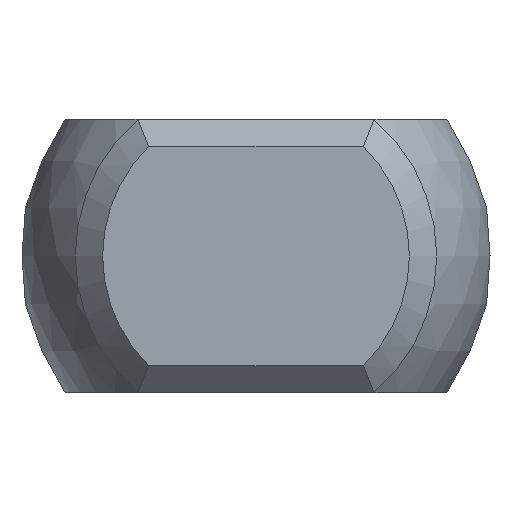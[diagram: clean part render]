
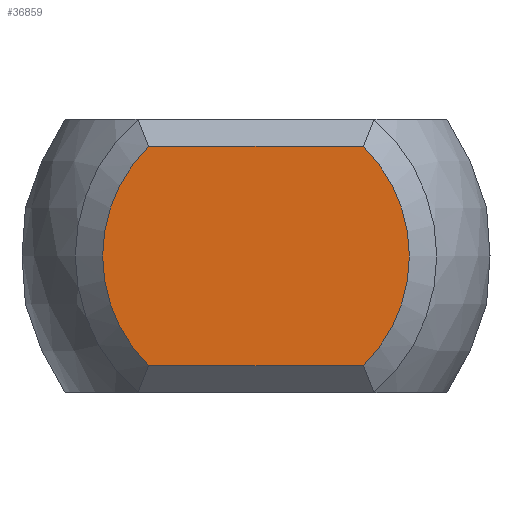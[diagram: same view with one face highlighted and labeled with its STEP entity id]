
A CAD part, left-side view. The second image highlights one B-rep face of the part: STEP entity #36859.
In plain terms, the highlighted planar face has unit normal (-1, 0, 0).
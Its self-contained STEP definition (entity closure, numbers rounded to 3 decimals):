
#34520 = PLANE('',#34521);
#34521 = AXIS2_PLACEMENT_3D('',#34522,#34523,#34524);
#34522 = CARTESIAN_POINT('',(-24.75,3.125,2.25));
#34523 = DIRECTION('',(0.707,0.,-0.707));
#34524 = DIRECTION('',(-0.707,0.,-0.707));
#36236 = EDGE_CURVE('',#36237,#36239,#36241,.T.);
#36237 = VERTEX_POINT('',#36238);
#36238 = CARTESIAN_POINT('',(-25.,-1.96,-2.));
#36239 = VERTEX_POINT('',#36240);
#36240 = CARTESIAN_POINT('',(-25.,-1.96,2.));
#36241 = SURFACE_CURVE('',#36242,(#36247,#36259),.PCURVE_S1.);
#36242 = CIRCLE('',#36243,2.8);
#36243 = AXIS2_PLACEMENT_3D('',#36244,#36245,#36246);
#36244 = CARTESIAN_POINT('',(-25.,0.,0.));
#36245 = DIRECTION('',(-1.,0.,0.));
#36246 = DIRECTION('',(0.,-1.,0.));
#36247 = PCURVE('',#36248,#36253);
#36248 = CONICAL_SURFACE('',#36249,3.05,0.785);
#36249 = AXIS2_PLACEMENT_3D('',#36250,#36251,#36252);
#36250 = CARTESIAN_POINT('',(-24.75,0.,0.));
#36251 = DIRECTION('',(1.,0.,0.));
#36252 = DIRECTION('',(0.,-1.,0.));
#36253 = DEFINITIONAL_REPRESENTATION('',(#36254),#36258);
#36254 = LINE('',#36255,#36256);
#36255 = CARTESIAN_POINT('',(6.283,-0.25));
#36256 = VECTOR('',#36257,1.);
#36257 = DIRECTION('',(-1.,0.));
#36258 = ( GEOMETRIC_REPRESENTATION_CONTEXT(2) 
PARAMETRIC_REPRESENTATION_CONTEXT() REPRESENTATION_CONTEXT('2D SPACE',''
  ) );
#36259 = PCURVE('',#36260,#36265);
#36260 = PLANE('',#36261);
#36261 = AXIS2_PLACEMENT_3D('',#36262,#36263,#36264);
#36262 = CARTESIAN_POINT('',(-25.,0.,0.));
#36263 = DIRECTION('',(1.,0.,0.));
#36264 = DIRECTION('',(0.,0.,-1.));
#36265 = DEFINITIONAL_REPRESENTATION('',(#36266),#36274);
#36266 = ( BOUNDED_CURVE() B_SPLINE_CURVE(2,(#36267,#36268,#36269,#36270
    ,#36271,#36272,#36273),.UNSPECIFIED.,.T.,.F.) 
B_SPLINE_CURVE_WITH_KNOTS((1,2,2,2,2,1),(-2.094,0.,
    2.094,4.189,6.283,8.378),
.UNSPECIFIED.) CURVE() GEOMETRIC_REPRESENTATION_ITEM() 
RATIONAL_B_SPLINE_CURVE((1.,0.5,1.,0.5,1.,0.5,1.)) REPRESENTATION_ITEM(
  '') );
#36267 = CARTESIAN_POINT('',(0.,-2.8));
#36268 = CARTESIAN_POINT('',(-4.85,-2.8));
#36269 = CARTESIAN_POINT('',(-2.425,1.4));
#36270 = CARTESIAN_POINT('',(0.,5.6));
#36271 = CARTESIAN_POINT('',(2.425,1.4));
#36272 = CARTESIAN_POINT('',(4.85,-2.8));
#36273 = CARTESIAN_POINT('',(0.,-2.8));
#36274 = ( GEOMETRIC_REPRESENTATION_CONTEXT(2) 
PARAMETRIC_REPRESENTATION_CONTEXT() REPRESENTATION_CONTEXT('2D SPACE',''
  ) );
#36292 = PLANE('',#36293);
#36293 = AXIS2_PLACEMENT_3D('',#36294,#36295,#36296);
#36294 = CARTESIAN_POINT('',(-24.75,-3.125,-2.25));
#36295 = DIRECTION('',(0.707,0.,0.707)
  );
#36296 = DIRECTION('',(0.707,0.,-0.707));
#36352 = EDGE_CURVE('',#36239,#36353,#36355,.T.);
#36353 = VERTEX_POINT('',#36354);
#36354 = CARTESIAN_POINT('',(-25.,1.96,2.));
#36355 = SURFACE_CURVE('',#36356,(#36360,#36367),.PCURVE_S1.);
#36356 = LINE('',#36357,#36358);
#36357 = CARTESIAN_POINT('',(-25.,3.125,2.));
#36358 = VECTOR('',#36359,1.);
#36359 = DIRECTION('',(0.,1.,0.));
#36360 = PCURVE('',#34520,#36361);
#36361 = DEFINITIONAL_REPRESENTATION('',(#36362),#36366);
#36362 = LINE('',#36363,#36364);
#36363 = CARTESIAN_POINT('',(0.354,0.));
#36364 = VECTOR('',#36365,1.);
#36365 = DIRECTION('',(0.,1.));
#36366 = ( GEOMETRIC_REPRESENTATION_CONTEXT(2) 
PARAMETRIC_REPRESENTATION_CONTEXT() REPRESENTATION_CONTEXT('2D SPACE',''
  ) );
#36367 = PCURVE('',#36260,#36368);
#36368 = DEFINITIONAL_REPRESENTATION('',(#36369),#36373);
#36369 = LINE('',#36370,#36371);
#36370 = CARTESIAN_POINT('',(-2.,3.125));
#36371 = VECTOR('',#36372,1.);
#36372 = DIRECTION('',(0.,1.));
#36373 = ( GEOMETRIC_REPRESENTATION_CONTEXT(2) 
PARAMETRIC_REPRESENTATION_CONTEXT() REPRESENTATION_CONTEXT('2D SPACE',''
  ) );
#36393 = CONICAL_SURFACE('',#36394,3.05,0.785);
#36394 = AXIS2_PLACEMENT_3D('',#36395,#36396,#36397);
#36395 = CARTESIAN_POINT('',(-24.75,0.,0.));
#36396 = DIRECTION('',(1.,0.,0.));
#36397 = DIRECTION('',(-0.,1.,0.));
#36407 = EDGE_CURVE('',#36353,#36408,#36410,.T.);
#36408 = VERTEX_POINT('',#36409);
#36409 = CARTESIAN_POINT('',(-25.,1.96,-2.));
#36410 = SURFACE_CURVE('',#36411,(#36416,#36423),.PCURVE_S1.);
#36411 = CIRCLE('',#36412,2.8);
#36412 = AXIS2_PLACEMENT_3D('',#36413,#36414,#36415);
#36413 = CARTESIAN_POINT('',(-25.,0.,0.));
#36414 = DIRECTION('',(-1.,0.,0.));
#36415 = DIRECTION('',(0.,1.,0.));
#36416 = PCURVE('',#36393,#36417);
#36417 = DEFINITIONAL_REPRESENTATION('',(#36418),#36422);
#36418 = LINE('',#36419,#36420);
#36419 = CARTESIAN_POINT('',(6.283,-0.25));
#36420 = VECTOR('',#36421,1.);
#36421 = DIRECTION('',(-1.,0.));
#36422 = ( GEOMETRIC_REPRESENTATION_CONTEXT(2) 
PARAMETRIC_REPRESENTATION_CONTEXT() REPRESENTATION_CONTEXT('2D SPACE',''
  ) );
#36423 = PCURVE('',#36260,#36424);
#36424 = DEFINITIONAL_REPRESENTATION('',(#36425),#36433);
#36425 = ( BOUNDED_CURVE() B_SPLINE_CURVE(2,(#36426,#36427,#36428,#36429
    ,#36430,#36431,#36432),.UNSPECIFIED.,.T.,.F.) 
B_SPLINE_CURVE_WITH_KNOTS((1,2,2,2,2,1),(-2.094,0.,
    2.094,4.189,6.283,8.378),
.UNSPECIFIED.) CURVE() GEOMETRIC_REPRESENTATION_ITEM() 
RATIONAL_B_SPLINE_CURVE((1.,0.5,1.,0.5,1.,0.5,1.)) REPRESENTATION_ITEM(
  '') );
#36426 = CARTESIAN_POINT('',(0.,2.8));
#36427 = CARTESIAN_POINT('',(4.85,2.8));
#36428 = CARTESIAN_POINT('',(2.425,-1.4));
#36429 = CARTESIAN_POINT('',(0.,-5.6));
#36430 = CARTESIAN_POINT('',(-2.425,-1.4));
#36431 = CARTESIAN_POINT('',(-4.85,2.8));
#36432 = CARTESIAN_POINT('',(0.,2.8));
#36433 = ( GEOMETRIC_REPRESENTATION_CONTEXT(2) 
PARAMETRIC_REPRESENTATION_CONTEXT() REPRESENTATION_CONTEXT('2D SPACE',''
  ) );
#36507 = EDGE_CURVE('',#36408,#36237,#36508,.T.);
#36508 = SURFACE_CURVE('',#36509,(#36513,#36520),.PCURVE_S1.);
#36509 = LINE('',#36510,#36511);
#36510 = CARTESIAN_POINT('',(-25.,-3.125,-2.));
#36511 = VECTOR('',#36512,1.);
#36512 = DIRECTION('',(0.,-1.,0.));
#36513 = PCURVE('',#36292,#36514);
#36514 = DEFINITIONAL_REPRESENTATION('',(#36515),#36519);
#36515 = LINE('',#36516,#36517);
#36516 = CARTESIAN_POINT('',(-0.354,0.));
#36517 = VECTOR('',#36518,1.);
#36518 = DIRECTION('',(0.,-1.));
#36519 = ( GEOMETRIC_REPRESENTATION_CONTEXT(2) 
PARAMETRIC_REPRESENTATION_CONTEXT() REPRESENTATION_CONTEXT('2D SPACE',''
  ) );
#36520 = PCURVE('',#36260,#36521);
#36521 = DEFINITIONAL_REPRESENTATION('',(#36522),#36526);
#36522 = LINE('',#36523,#36524);
#36523 = CARTESIAN_POINT('',(2.,-3.125));
#36524 = VECTOR('',#36525,1.);
#36525 = DIRECTION('',(0.,-1.));
#36526 = ( GEOMETRIC_REPRESENTATION_CONTEXT(2) 
PARAMETRIC_REPRESENTATION_CONTEXT() REPRESENTATION_CONTEXT('2D SPACE',''
  ) );
#36859 = ADVANCED_FACE('',(#36860),#36260,.F.);
#36860 = FACE_BOUND('',#36861,.T.);
#36861 = EDGE_LOOP('',(#36862,#36863,#36864,#36865));
#36862 = ORIENTED_EDGE('',*,*,#36236,.T.);
#36863 = ORIENTED_EDGE('',*,*,#36352,.T.);
#36864 = ORIENTED_EDGE('',*,*,#36407,.T.);
#36865 = ORIENTED_EDGE('',*,*,#36507,.T.);
